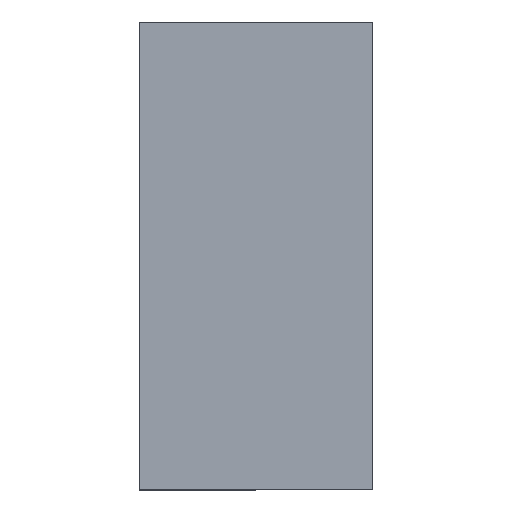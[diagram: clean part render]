
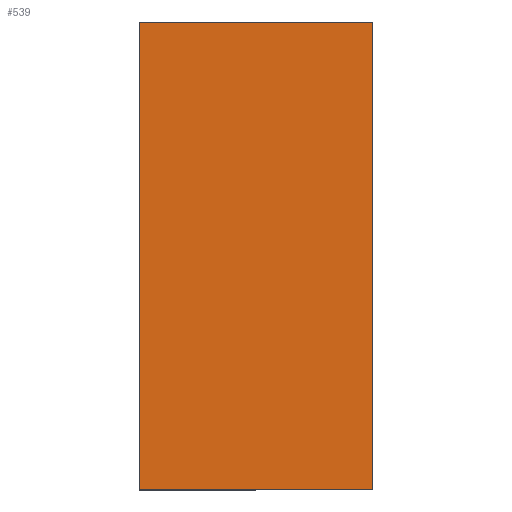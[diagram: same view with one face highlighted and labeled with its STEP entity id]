
A CAD part, top view. The second image highlights one B-rep face of the part: STEP entity #539.
In plain terms, the highlighted planar face has unit normal (0, 0, 1).
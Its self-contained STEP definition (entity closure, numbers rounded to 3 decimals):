
#14 = LINE ( 'NONE', #359, #286 ) ;
#18 = VERTEX_POINT ( 'NONE', #293 ) ;
#30 = EDGE_CURVE ( 'NONE', #18, #58, #470, .T. ) ;
#34 = DIRECTION ( 'NONE',  ( 0., -1., 0. ) ) ;
#39 = DIRECTION ( 'NONE',  ( 1., 0., 0. ) ) ;
#47 = CARTESIAN_POINT ( 'NONE',  ( -103.023, -34.682, 8. ) ) ;
#58 = VERTEX_POINT ( 'NONE', #344 ) ;
#78 = DIRECTION ( 'NONE',  ( 1., 0., 0. ) ) ;
#80 = EDGE_CURVE ( 'NONE', #168, #58, #427, .T. ) ;
#82 = VECTOR ( 'NONE', #39, 1000. ) ;
#96 = EDGE_LOOP ( 'NONE', ( #198, #142, #135, #353 ) ) ;
#135 = ORIENTED_EDGE ( 'NONE', *, *, #30, .F. ) ;
#142 = ORIENTED_EDGE ( 'NONE', *, *, #80, .T. ) ;
#153 = DIRECTION ( 'NONE',  ( 1., 0., 0. ) ) ;
#161 = EDGE_CURVE ( 'NONE', #529, #168, #522, .T. ) ;
#168 = VERTEX_POINT ( 'NONE', #47 ) ;
#198 = ORIENTED_EDGE ( 'NONE', *, *, #161, .T. ) ;
#221 = DIRECTION ( 'NONE',  ( 0., -1., 0. ) ) ;
#286 = VECTOR ( 'NONE', #153, 1000. ) ;
#293 = CARTESIAN_POINT ( 'NONE',  ( -63.023, 45.318, 8. ) ) ;
#338 = DIRECTION ( 'NONE',  ( 0., 0., 1. ) ) ;
#339 = CARTESIAN_POINT ( 'NONE',  ( -103.023, -34.682, 8. ) ) ;
#341 = CARTESIAN_POINT ( 'NONE',  ( -103.023, 45.318, 8. ) ) ;
#344 = CARTESIAN_POINT ( 'NONE',  ( -63.023, -34.682, 8. ) ) ;
#353 = ORIENTED_EDGE ( 'NONE', *, *, #508, .F. ) ;
#359 = CARTESIAN_POINT ( 'NONE',  ( -103.023, 45.318, 8. ) ) ;
#380 = FACE_OUTER_BOUND ( 'NONE', #96, .T. ) ;
#389 = CARTESIAN_POINT ( 'NONE',  ( -63.023, 45.318, 8. ) ) ;
#420 = CARTESIAN_POINT ( 'NONE',  ( 0., 0., 8. ) ) ;
#427 = LINE ( 'NONE', #339, #82 ) ;
#443 = VECTOR ( 'NONE', #221, 1000. ) ;
#470 = LINE ( 'NONE', #389, #548 ) ;
#478 = CARTESIAN_POINT ( 'NONE',  ( -103.023, 45.318, 8. ) ) ;
#508 = EDGE_CURVE ( 'NONE', #529, #18, #14, .T. ) ;
#518 = AXIS2_PLACEMENT_3D ( 'NONE', #420, #338, #78 ) ;
#522 = LINE ( 'NONE', #478, #443 ) ;
#529 = VERTEX_POINT ( 'NONE', #341 ) ;
#539 = ADVANCED_FACE ( 'NONE', ( #380 ), #547, .T. ) ;
#547 = PLANE ( 'NONE',  #518 ) ;
#548 = VECTOR ( 'NONE', #34, 1000. ) ;
